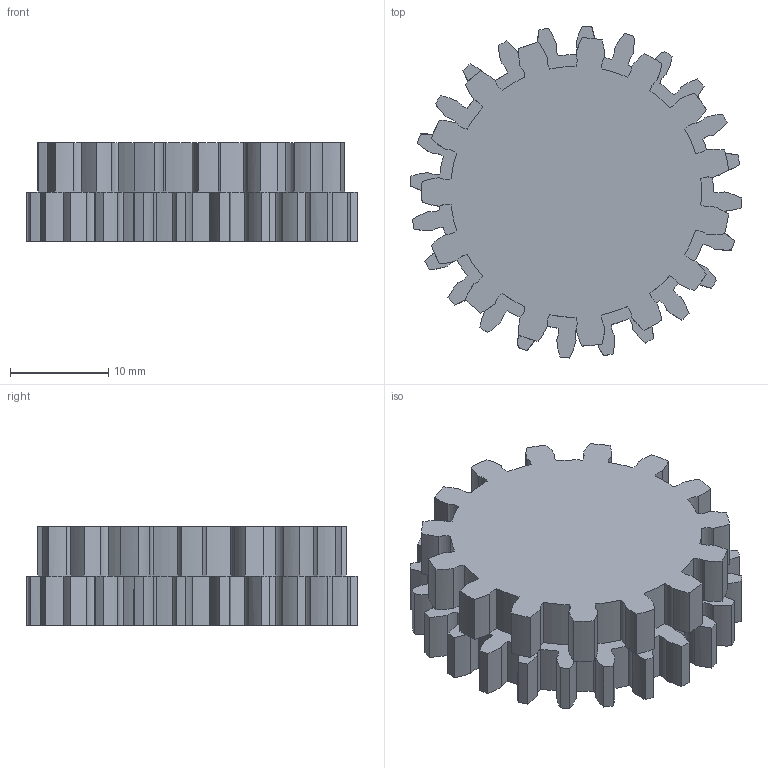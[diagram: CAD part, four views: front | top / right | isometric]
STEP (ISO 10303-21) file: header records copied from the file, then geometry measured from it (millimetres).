
FILE_DESCRIPTION((''),'2;1');
FILE_NAME('PLANET_NO_2','2021-02-15T18:46:09',('TINH LE'),(''),'CREO PARAMETRIC BY PTC INC, 2020154','CREO PARAMETRIC BY PTC INC, 2020154','');
FILE_SCHEMA(('CONFIG_CONTROL_DESIGN'));
Length unit declared in the file: millimetre
Products named in the file (1): PLANET_NO_2
Bounding box: 33.84 x 33.84 x 10 mm (x, y, z)
Volume: 6806.1 mm3; surface area: 3422.2 mm2
Topology: 1 solids, 1 shells, 278 faces, 762 edges, 486 vertices
Faces by surface type: cylinder 156, extrusion 78, plane 44
Entity records: 9287 total; most frequent: CARTESIAN_POINT 2267, ORIENTED_EDGE 1524, DIRECTION 1396, EDGE_CURVE 762, AXIS2_PLACEMENT_3D 542, VERTEX_POINT 486, CIRCLE 342, VECTOR 312
